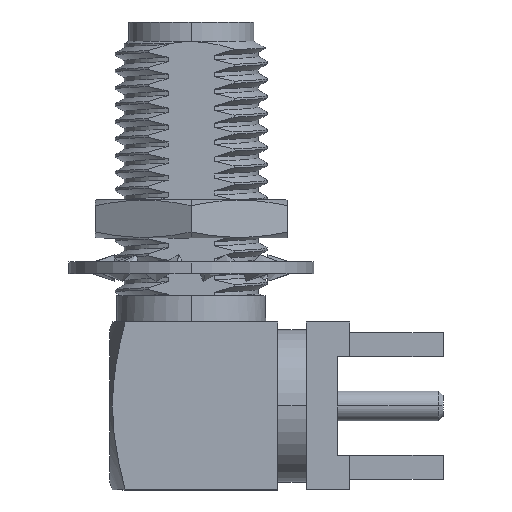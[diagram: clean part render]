
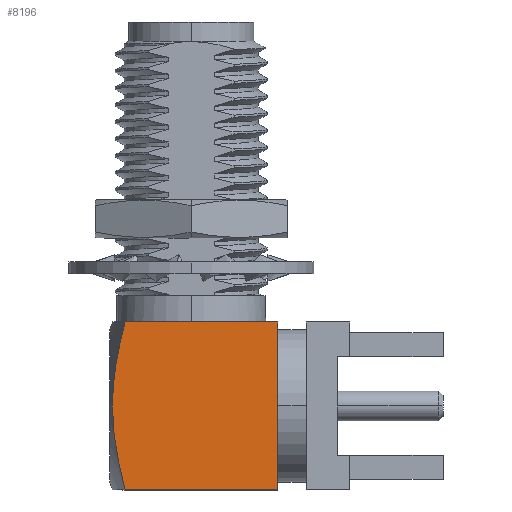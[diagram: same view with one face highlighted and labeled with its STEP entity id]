
A CAD part, left-side view. The second image highlights one B-rep face of the part: STEP entity #8196.
In plain terms, the highlighted planar face has unit normal (-1, 0, 0).
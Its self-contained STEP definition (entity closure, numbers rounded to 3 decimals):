
#594 = DIRECTION ( 'NONE',  ( 0., -1., 0. ) ) ;
#1169 = CARTESIAN_POINT ( 'NONE',  ( -3.5, 9.882, 0.588 ) ) ;
#1274 = CARTESIAN_POINT ( 'NONE',  ( -3.5, 9.826, -1.173 ) ) ;
#2699 = ORIENTED_EDGE ( 'NONE', *, *, #5090, .F. ) ;
#3151 = EDGE_CURVE ( 'NONE', #28384, #17620, #20176, .T. ) ;
#3739 = VECTOR ( 'NONE', #594, 1000. ) ;
#3898 = EDGE_LOOP ( 'NONE', ( #28657, #21464, #9116, #2699, #18037 ) ) ;
#5090 = EDGE_CURVE ( 'NONE', #5338, #17620, #25906, .T. ) ;
#5338 = VERTEX_POINT ( 'NONE', #13636 ) ;
#5605 = DIRECTION ( 'NONE',  ( 0., 0., -1. ) ) ;
#5898 = CARTESIAN_POINT ( 'NONE',  ( -3.5, 9.826, 1.173 ) ) ;
#6007 = CARTESIAN_POINT ( 'NONE',  ( -3.5, 9.354, -3.5 ) ) ;
#6275 = DIRECTION ( 'NONE',  ( 0., 1., 0. ) ) ;
#7805 = LINE ( 'NONE', #26587, #8566 ) ;
#7823 = DIRECTION ( 'NONE',  ( 1., 0., 0. ) ) ;
#8196 = ADVANCED_FACE ( 'NONE', ( #27330 ), #26700, .F. ) ;
#8566 = VECTOR ( 'NONE', #12549, 1000. ) ;
#9116 = ORIENTED_EDGE ( 'NONE', *, *, #3151, .T. ) ;
#10205 = CARTESIAN_POINT ( 'NONE',  ( -3.5, 0., 0. ) ) ;
#10305 = CARTESIAN_POINT ( 'NONE',  ( -3.5, 9.882, 0. ) ) ;
#11511 = CARTESIAN_POINT ( 'NONE',  ( -3.5, 9.354, 3.5 ) ) ;
#11943 = EDGE_CURVE ( 'NONE', #28397, #5338, #7805, .T. ) ;
#12462 = CARTESIAN_POINT ( 'NONE',  ( -3.5, 9.354, 3.5 ) ) ;
#12549 = DIRECTION ( 'NONE',  ( 0., 0., -1. ) ) ;
#12794 = CARTESIAN_POINT ( 'NONE',  ( -3.5, 9.882, 0. ) ) ;
#12971 = CARTESIAN_POINT ( 'NONE',  ( -3.5, 9.882, 0. ) ) ;
#13636 = CARTESIAN_POINT ( 'NONE',  ( -3.5, 3., -3.5 ) ) ;
#14329 = CARTESIAN_POINT ( 'NONE',  ( -3.5, 3., 3.5 ) ) ;
#15006 = CARTESIAN_POINT ( 'NONE',  ( -3.5, 9.635, 2.34 ) ) ;
#16778 = VERTEX_POINT ( 'NONE', #11511 ) ;
#17620 = VERTEX_POINT ( 'NONE', #27939 ) ;
#17655 = CARTESIAN_POINT ( 'NONE',  ( -3.5, 9.633, -2.35 ) ) ;
#18037 = ORIENTED_EDGE ( 'NONE', *, *, #11943, .F. ) ;
#19929 = CARTESIAN_POINT ( 'NONE',  ( -3.5, 9.502, 2.924 ) ) ;
#20037 = CARTESIAN_POINT ( 'NONE',  ( -3.5, 9.501, -2.928 ) ) ;
#20065 = EDGE_CURVE ( 'NONE', #16778, #28397, #26840, .T. ) ;
#20071 = CARTESIAN_POINT ( 'NONE',  ( -3.5, 3., 3.5 ) ) ;
#20145 = CARTESIAN_POINT ( 'NONE',  ( -3.5, 9.882, -0.585 ) ) ;
#20176 = B_SPLINE_CURVE_WITH_KNOTS ( 'NONE', 3,
 ( #12971, #20145, #1274, #17655, #20037, #6007 ),
 .UNSPECIFIED., .F., .F.,
 ( 4, 2, 4 ),
 ( 0.007, 0.009, 0.011 ),
 .UNSPECIFIED. ) ;
#20313 = CARTESIAN_POINT ( 'NONE',  ( -3.5, 3., -3.5 ) ) ;
#21464 = ORIENTED_EDGE ( 'NONE', *, *, #24264, .T. ) ;
#24264 = EDGE_CURVE ( 'NONE', #16778, #28384, #26500, .T. ) ;
#25906 = LINE ( 'NONE', #20313, #28109 ) ;
#26500 = B_SPLINE_CURVE_WITH_KNOTS ( 'NONE', 3,
 ( #12462, #19929, #15006, #5898, #1169, #10305 ),
 .UNSPECIFIED., .F., .F.,
 ( 4, 2, 4 ),
 ( 0.004, 0.005, 0.007 ),
 .UNSPECIFIED. ) ;
#26513 = AXIS2_PLACEMENT_3D ( 'NONE', #10205, #7823, #5605 ) ;
#26587 = CARTESIAN_POINT ( 'NONE',  ( -3.5, 3., -3.5 ) ) ;
#26700 = PLANE ( 'NONE',  #26513 ) ;
#26840 = LINE ( 'NONE', #14329, #3739 ) ;
#27330 = FACE_OUTER_BOUND ( 'NONE', #3898, .T. ) ;
#27939 = CARTESIAN_POINT ( 'NONE',  ( -3.5, 9.354, -3.5 ) ) ;
#28109 = VECTOR ( 'NONE', #6275, 1000. ) ;
#28384 = VERTEX_POINT ( 'NONE', #12794 ) ;
#28397 = VERTEX_POINT ( 'NONE', #20071 ) ;
#28657 = ORIENTED_EDGE ( 'NONE', *, *, #20065, .F. ) ;
